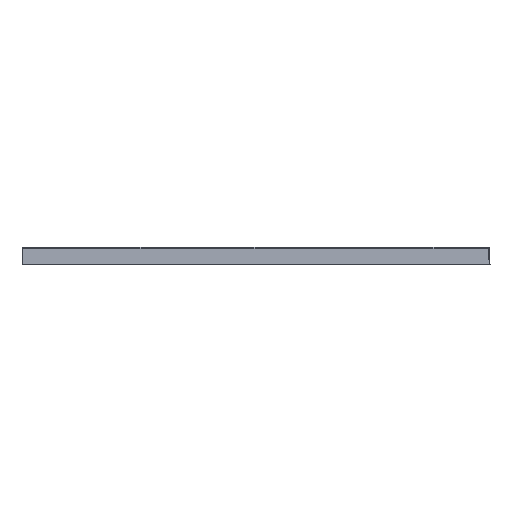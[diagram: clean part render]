
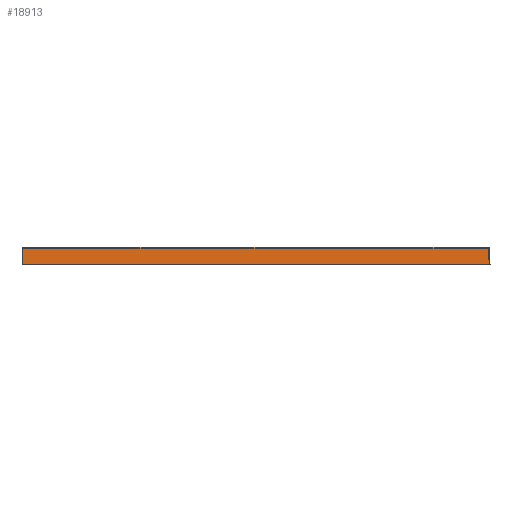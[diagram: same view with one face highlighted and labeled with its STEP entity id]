
A CAD part, top view. The second image highlights one B-rep face of the part: STEP entity #18913.
In plain terms, the highlighted planar face has unit normal (0, 0.035, 0.999).
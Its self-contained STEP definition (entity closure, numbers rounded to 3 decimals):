
#1=CARTESIAN_POINT('',(-500.,-2.001,436.173));
#2=CARTESIAN_POINT('',(-490.658,-2.007,436.173));
#3=CARTESIAN_POINT('',(-453.991,-2.027,436.174));
#4=CARTESIAN_POINT('',(-417.325,-2.039,436.174));
#5=CARTESIAN_POINT('',(-390.,-2.039,436.174));
#7=CARTESIAN_POINT('',(390.,-2.039,436.174));
#8=CARTESIAN_POINT('',(411.432,-2.039,436.174));
#9=CARTESIAN_POINT('',(453.946,-2.028,436.174));
#10=CARTESIAN_POINT('',(519.325,-1.991,436.173));
#11=CARTESIAN_POINT('',(566.784,-1.955,436.17));
#12=CARTESIAN_POINT('',(593.159,-1.934,436.171));
#13=CARTESIAN_POINT('',(596.672,-1.932,436.171));
#15=DIRECTION('',(0.035,-0.999,0.035));
#16=VECTOR('',#15,38.115);
#17=CARTESIAN_POINT('',(596.672,-1.932,436.171));
#18=LINE('',#17,#16);
#19=DIRECTION('',(0.,-0.999,0.035));
#20=VECTOR('',#19,38.022);
#21=CARTESIAN_POINT('',(-500.,-2.001,436.173));
#22=LINE('',#21,#20);
#88=DIRECTION('',(1.,0.,0.));
#89=VECTOR('',#88,1098.001);
#90=CARTESIAN_POINT('',(-500.,-40.,437.5));
#91=LINE('',#90,#89);
#697=CARTESIAN_POINT('',(390.,-2.039,436.174));
#698=CARTESIAN_POINT('',(382.521,-2.039,436.174));
#699=CARTESIAN_POINT('',(367.914,-2.038,436.174));
#700=CARTESIAN_POINT('',(347.324,-2.035,436.174));
#701=CARTESIAN_POINT('',(327.249,-2.032,436.174));
#702=CARTESIAN_POINT('',(306.81,-2.027,436.174));
#703=CARTESIAN_POINT('',(284.526,-2.02,436.174));
#704=CARTESIAN_POINT('',(261.408,-2.012,436.173));
#705=CARTESIAN_POINT('',(236.609,-2.003,436.173));
#706=CARTESIAN_POINT('',(208.467,-1.993,436.173));
#707=CARTESIAN_POINT('',(177.16,-1.981,436.172));
#708=CARTESIAN_POINT('',(141.394,-1.967,436.172));
#709=CARTESIAN_POINT('',(114.374,-1.959,436.172));
#710=CARTESIAN_POINT('',(100.087,-1.955,436.171));
#742=DIRECTION('',(-1.,0.,0.));
#743=VECTOR('',#742,100.087);
#744=CARTESIAN_POINT('',(100.087,-1.955,436.171));
#745=LINE('',#744,#743);
#751=DIRECTION('',(-1.,0.,0.));
#752=VECTOR('',#751,100.087);
#753=CARTESIAN_POINT('',(0.,-1.955,
436.171));
#754=LINE('',#753,#752);
#785=CARTESIAN_POINT('',(-100.087,-1.955,436.171));
#786=CARTESIAN_POINT('',(-132.117,-1.964,436.172));
#787=CARTESIAN_POINT('',(-196.299,-1.983,436.172));
#788=CARTESIAN_POINT('',(-292.936,-2.011,436.173));
#789=CARTESIAN_POINT('',(-357.605,-2.029,436.174));
#790=CARTESIAN_POINT('',(-390.,-2.039,436.174));
#17225=CARTESIAN_POINT('',(-500.,-2.001,436.173));
#17226=CARTESIAN_POINT('',(-500.,-40.,437.5));
#17227=VERTEX_POINT('',#17225);
#17228=VERTEX_POINT('',#17226);
#17229=VERTEX_POINT('',#5);
#17230=VERTEX_POINT('',#785);
#17231=CARTESIAN_POINT('',(0.,-1.955,
436.171));
#17232=VERTEX_POINT('',#17231);
#17233=CARTESIAN_POINT('',(100.087,-1.955,
436.171));
#17234=VERTEX_POINT('',#17233);
#17235=VERTEX_POINT('',#697);
#17236=VERTEX_POINT('',#13);
#17237=CARTESIAN_POINT('',(598.001,-40.,
437.5));
#17238=VERTEX_POINT('',#17237);
#18888=CARTESIAN_POINT('',(49.001,-20.966,
436.835));
#18889=DIRECTION('',(0.,0.035,0.999));
#18890=DIRECTION('',(0.,0.999,-0.035));
#18891=AXIS2_PLACEMENT_3D('',#18888,#18889,#18890);
#18892=PLANE('',#18891);
#18894=ORIENTED_EDGE('',*,*,#18893,.F.);
#18896=ORIENTED_EDGE('',*,*,#18895,.T.);
#18898=ORIENTED_EDGE('',*,*,#18897,.F.);
#18900=ORIENTED_EDGE('',*,*,#18899,.F.);
#18902=ORIENTED_EDGE('',*,*,#18901,.F.);
#18904=ORIENTED_EDGE('',*,*,#18903,.F.);
#18906=ORIENTED_EDGE('',*,*,#18905,.T.);
#18908=ORIENTED_EDGE('',*,*,#18907,.T.);
#18910=ORIENTED_EDGE('',*,*,#18909,.F.);
#18911=EDGE_LOOP('',(#18894,#18896,#18898,#18900,#18902,#18904,#18906,#18908,
#18910));
#18912=FACE_OUTER_BOUND('',#18911,.F.);
#18913=ADVANCED_FACE('',(#18912),#18892,.T.);
#6=B_SPLINE_CURVE_WITH_KNOTS('',3,(#1,#2,#3,#4,#5),.UNSPECIFIED.,.F.,.F.,(4,1,
4),(0.,0.255,1.),.UNSPECIFIED.);
#14=B_SPLINE_CURVE_WITH_KNOTS('',3,(#7,#8,#9,#10,#11,#12,#13),.UNSPECIFIED.,.F.,
.F.,(4,1,1,1,4),(0.,0.311,0.617,0.949,
1.),.UNSPECIFIED.);
#711=B_SPLINE_CURVE_WITH_KNOTS('',3,(#697,#698,#699,#700,#701,#702,#703,#704,
#705,#706,#707,#708,#709,#710),.UNSPECIFIED.,.F.,.F.,(4,1,1,1,1,1,1,1,1,1,1,4),(
0.,0.091,0.182,0.273,0.364,
0.455,0.545,0.636,0.727,
0.818,0.909,1.),.UNSPECIFIED.);
#791=B_SPLINE_CURVE_WITH_KNOTS('',3,(#785,#786,#787,#788,#789,#790),
.UNSPECIFIED.,.F.,.F.,(4,1,1,4),(0.,0.333,0.667,1.),
.UNSPECIFIED.);
#18893=EDGE_CURVE('',#17227,#17228,#22,.T.);
#18895=EDGE_CURVE('',#17227,#17229,#6,.T.);
#18897=EDGE_CURVE('',#17230,#17229,#791,.T.);
#18899=EDGE_CURVE('',#17232,#17230,#754,.T.);
#18901=EDGE_CURVE('',#17234,#17232,#745,.T.);
#18903=EDGE_CURVE('',#17235,#17234,#711,.T.);
#18905=EDGE_CURVE('',#17235,#17236,#14,.T.);
#18907=EDGE_CURVE('',#17236,#17238,#18,.T.);
#18909=EDGE_CURVE('',#17228,#17238,#91,.T.);
